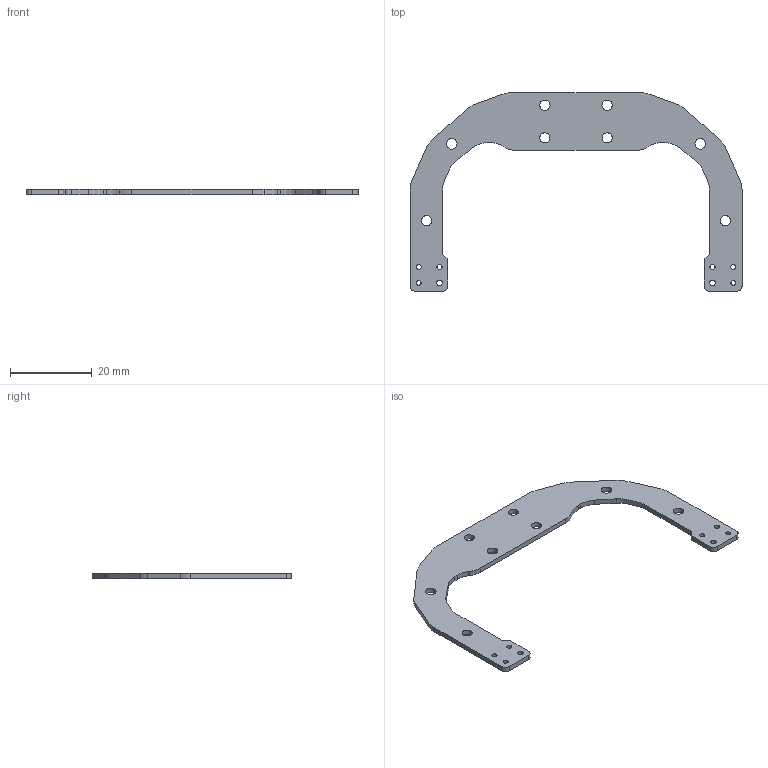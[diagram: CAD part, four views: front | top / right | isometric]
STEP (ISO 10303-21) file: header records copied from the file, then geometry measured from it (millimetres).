
FILE_DESCRIPTION (( 'STEP AP203' ), '1' );
FILE_NAME ('Main fork -001_Default_sldprt.STEP', '2025-02-25T19:36:19', ( '' ), ( '' ), 'SwSTEP 2.0', 'SolidWorks 2024', '' );
FILE_SCHEMA (( 'CONFIG_CONTROL_DESIGN' ));
Length unit declared in the file: inch
Products named in the file (1): Main fork -001_Default_sldprt
Bounding box: 81.25 x 48.57 x 1.27 mm (x, y, z)
Volume: 1693.1 mm3; surface area: 3167.3 mm2
Topology: 1 solids, 1 shells, 86 faces, 252 edges, 168 vertices
Faces by surface type: cylinder 58, plane 28
Entity records: 3055 total; most frequent: DIRECTION 542, CARTESIAN_POINT 507, ORIENTED_EDGE 504, EDGE_CURVE 252, AXIS2_PLACEMENT_3D 203, VERTEX_POINT 168, VECTOR 136, LINE 136
